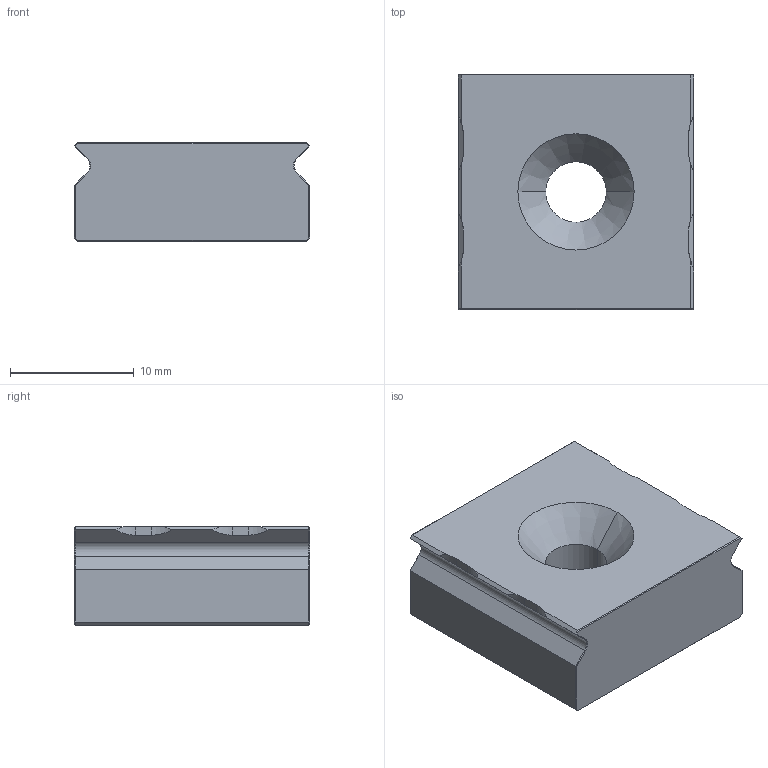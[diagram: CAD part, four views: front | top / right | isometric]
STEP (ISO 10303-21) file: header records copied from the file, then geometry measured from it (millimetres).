
FILE_DESCRIPTION (( 'STEP AP203' ), '1' );
FILE_NAME ('SW3dPS-33075.step', '2011-07-06T10:25:30', ( 'SysAdmin' ), ( 'SolidWorks' ), 'SwSTEP 2.0', 'SolidWorks 2011', '' );
FILE_SCHEMA (( 'CONFIG_CONTROL_DESIGN' ));
Length unit declared in the file: millimetre
Products named in the file (1): SW3dPS-33075
Bounding box: 19.05 x 19.05 x 7.95 mm (x, y, z)
Volume: 2580.7 mm3; surface area: 1409.7 mm2
Topology: 1 solids, 1 shells, 65 faces, 159 edges, 96 vertices
Faces by surface type: plane 46, cylinder 13, cone 6
Entity records: 1938 total; most frequent: CARTESIAN_POINT 369, ORIENTED_EDGE 318, DIRECTION 299, EDGE_CURVE 159, VECTOR 119, LINE 119, VERTEX_POINT 96, AXIS2_PLACEMENT_3D 90
